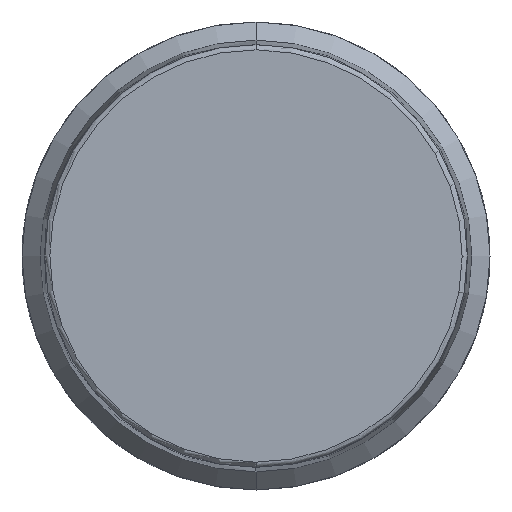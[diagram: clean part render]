
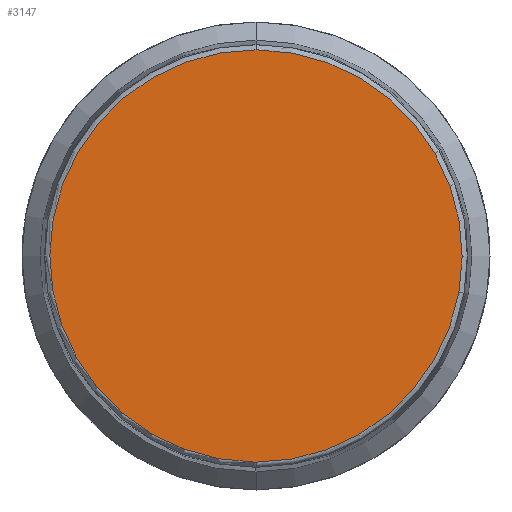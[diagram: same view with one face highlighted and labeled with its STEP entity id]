
A CAD part, left-side view. The second image highlights one B-rep face of the part: STEP entity #3147.
In plain terms, the highlighted face is planar.
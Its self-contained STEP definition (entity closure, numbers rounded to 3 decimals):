
#2713=CARTESIAN_POINT('',(0.,0.,-10.));
#2714=DIRECTION('',(0.,0.,-1.));
#2715=DIRECTION('',(-1.,-0.008,0.));
#2716=AXIS2_PLACEMENT_3D('',#2713,#2714,#2715);
#2729=CARTESIAN_POINT('',(0.,0.,-10.));
#2730=DIRECTION('',(0.,0.,1.));
#2731=DIRECTION('',(1.,0.008,0.));
#2732=AXIS2_PLACEMENT_3D('',#2729,#2730,#2731);
#2737=CARTESIAN_POINT('',(0.,0.,-10.));
#2738=DIRECTION('',(0.,0.,1.));
#2739=DIRECTION('',(-1.,-0.008,0.));
#2740=AXIS2_PLACEMENT_3D('',#2737,#2738,#2739);
#2745=CARTESIAN_POINT('',(0.,0.,-10.));
#2746=DIRECTION('',(0.,0.,-1.));
#2747=DIRECTION('',(1.,0.008,0.));
#2748=AXIS2_PLACEMENT_3D('',#2745,#2746,#2747);
#2820=CARTESIAN_POINT('',(7.929,0.066,-10.));
#2821=CARTESIAN_POINT('',(-7.929,0.,-10.));
#2822=VERTEX_POINT('',#2820);
#2823=VERTEX_POINT('',#2821);
#2824=CARTESIAN_POINT('',(7.929,0.,-10.));
#2825=VERTEX_POINT('',#2824);
#2826=CARTESIAN_POINT('',(-7.929,-0.066,-10.));
#2827=VERTEX_POINT('',#2826);
#3134=CARTESIAN_POINT('',(0.,0.,-10.));
#3135=DIRECTION('',(0.,0.,1.));
#3136=DIRECTION('',(1.,0.,0.));
#3137=AXIS2_PLACEMENT_3D('',#3134,#3135,#3136);
#3138=PLANE('',#3137);
#3140=ORIENTED_EDGE('',*,*,#3139,.F.);
#3142=ORIENTED_EDGE('',*,*,#3141,.T.);
#3143=ORIENTED_EDGE('',*,*,#3124,.F.);
#3144=ORIENTED_EDGE('',*,*,#3122,.T.);
#3145=EDGE_LOOP('',(#3140,#3142,#3143,#3144));
#3146=FACE_OUTER_BOUND('',#3145,.F.);
#3147=ADVANCED_FACE('',(#3146),#3138,.F.);
#2717=CIRCLE('',#2716,7.929);
#2733=CIRCLE('',#2732,7.929);
#2741=CIRCLE('',#2740,7.929);
#2749=CIRCLE('',#2748,7.929);
#3122=EDGE_CURVE('',#2827,#2825,#2741,.T.);
#3124=EDGE_CURVE('',#2827,#2823,#2717,.T.);
#3139=EDGE_CURVE('',#2822,#2825,#2749,.T.);
#3141=EDGE_CURVE('',#2822,#2823,#2733,.T.);
